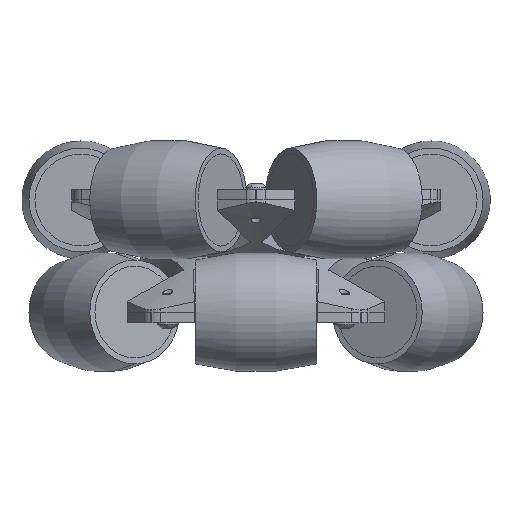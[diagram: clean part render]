
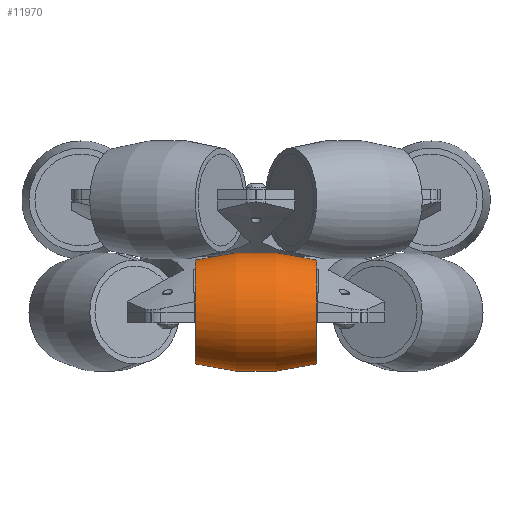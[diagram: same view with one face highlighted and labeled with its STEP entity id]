
A CAD part, front view. The second image highlights one B-rep face of the part: STEP entity #11970.
In plain terms, the highlighted toroidal (fillet/blend) face has major radius 48.44 mm and minor radius 65 mm.
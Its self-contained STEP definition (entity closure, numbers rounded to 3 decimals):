
#44 = ORIENTED_EDGE ( 'NONE', *, *, #18722, .F. ) ;
#369 = CARTESIAN_POINT ( 'NONE',  ( 16.823, 0., 14.345 ) ) ;
#708 = DIRECTION ( 'NONE',  ( 1., 0., 0. ) ) ;
#937 = EDGE_LOOP ( 'NONE', ( #15534, #14560, #44, #4710 ) ) ;
#1255 = AXIS2_PLACEMENT_3D ( 'NONE', #20023, #24132, #23886 ) ;
#1466 = DIRECTION ( 'NONE',  ( 0., 0., 1. ) ) ;
#1675 = CARTESIAN_POINT ( 'NONE',  ( -16.823, 0., -14.345 ) ) ;
#1729 = DIRECTION ( 'NONE',  ( 0., 1., 0. ) ) ;
#1815 = DIRECTION ( 'NONE',  ( 0., 0., -1. ) ) ;
#2000 = CIRCLE ( 'NONE', #16475, 14.345 ) ;
#2867 = EDGE_CURVE ( 'NONE', #8232, #3902, #18294, .T. ) ;
#3902 = VERTEX_POINT ( 'NONE', #369 ) ;
#4710 = ORIENTED_EDGE ( 'NONE', *, *, #12103, .F. ) ;
#4845 = DIRECTION ( 'NONE',  ( 0., 0., -1. ) ) ;
#5209 = DIRECTION ( 'NONE',  ( 1., 0., 0. ) ) ;
#5218 = CIRCLE ( 'NONE', #13476, 14.345 ) ;
#6378 = CARTESIAN_POINT ( 'NONE',  ( 16.823, 0., 0. ) ) ;
#8232 = VERTEX_POINT ( 'NONE', #22074 ) ;
#10771 = CIRCLE ( 'NONE', #1255, 65. ) ;
#11970 = ADVANCED_FACE ( 'NONE', ( #15905 ), #20619, .T. ) ;
#12103 = EDGE_CURVE ( 'NONE', #20280, #18143, #10771, .T. ) ;
#13476 = AXIS2_PLACEMENT_3D ( 'NONE', #25195, #5209, #15537 ) ;
#14560 = ORIENTED_EDGE ( 'NONE', *, *, #2867, .T. ) ;
#15534 = ORIENTED_EDGE ( 'NONE', *, *, #16887, .T. ) ;
#15537 = DIRECTION ( 'NONE',  ( 0., 0., -1. ) ) ;
#15905 = FACE_OUTER_BOUND ( 'NONE', #937, .T. ) ;
#15993 = CARTESIAN_POINT ( 'NONE',  ( 16.823, 0., -14.345 ) ) ;
#16475 = AXIS2_PLACEMENT_3D ( 'NONE', #6378, #708, #4845 ) ;
#16887 = EDGE_CURVE ( 'NONE', #20280, #8232, #5218, .T. ) ;
#17577 = DIRECTION ( 'NONE',  ( 1., 0., 0. ) ) ;
#18143 = VERTEX_POINT ( 'NONE', #15993 ) ;
#18294 = CIRCLE ( 'NONE', #19931, 65. ) ;
#18700 = CARTESIAN_POINT ( 'NONE',  ( 0., 0., -48.44 ) ) ;
#18722 = EDGE_CURVE ( 'NONE', #18143, #3902, #2000, .T. ) ;
#19931 = AXIS2_PLACEMENT_3D ( 'NONE', #18700, #1729, #1466 ) ;
#20023 = CARTESIAN_POINT ( 'NONE',  ( 0., 0., 48.44 ) ) ;
#20280 = VERTEX_POINT ( 'NONE', #1675 ) ;
#20619 = TOROIDAL_SURFACE ( 'NONE', #23885, -48.44, 65. ) ;
#22074 = CARTESIAN_POINT ( 'NONE',  ( -16.823, 0., 14.345 ) ) ;
#23244 = CARTESIAN_POINT ( 'NONE',  ( 0., 0., 0. ) ) ;
#23885 = AXIS2_PLACEMENT_3D ( 'NONE', #23244, #17577, #1815 ) ;
#23886 = DIRECTION ( 'NONE',  ( 0., 0., -1. ) ) ;
#24132 = DIRECTION ( 'NONE',  ( 0., -1., 0. ) ) ;
#25195 = CARTESIAN_POINT ( 'NONE',  ( -16.823, 0., 0. ) ) ;
